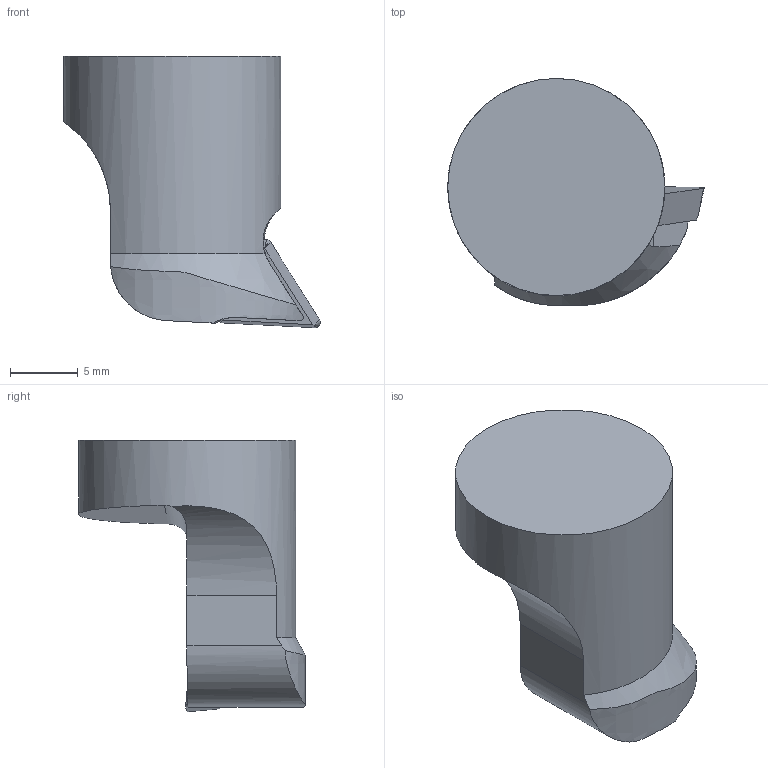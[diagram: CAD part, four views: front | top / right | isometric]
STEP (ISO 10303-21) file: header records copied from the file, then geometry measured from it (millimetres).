
FILE_DESCRIPTION(/* description */ (''),/* implementation_level */ '2;1');
FILE_NAME(/* name */ '1642128345370.stp',/* time_stamp */ '2022-01-14T08:16:06+06:00',/* author */ (''),/* organization */ ('SMS'),/* preprocessor_version */ 'ST-DEVELOPER v16.7',/* originating_system */ 'SIEMENS PLM Software NX 12.0',/* authorisation */ '');
FILE_SCHEMA (('AUTOMOTIVE_DESIGN { 1 0 10303 214 3 1 1 1 }'));
Length unit declared in the file: millimetre
Products named in the file (4): IsoTurningInsert; ASSEMBLY_CONSTRUCTION; 203892722mod000_00; 203892719mod000_00
Assembly tree (3 placements, depth 2):
  203892719mod000_00
    203892722mod000_00
    ASSEMBLY_CONSTRUCTION
    IsoTurningInsert
Bounding box: 18.9 x 16.7 x 20 mm (x, y, z)
Volume: 2345.2 mm3; surface area: 1384.8 mm2
Topology: 2 solids, 3 shells, 45 faces, 122 edges, 84 vertices
Faces by surface type: plane 20, cone 10, cylinder 9, torus 4, extrusion 1, sphere 1
Full cylindrical faces by diameter (mm): 2.5 x1, 2.8 x2, 16 x1
Entity records: 1676 total; most frequent: CARTESIAN_POINT 500, DIRECTION 220, ORIENTED_EDGE 192, EDGE_CURVE 96, AXIS2_PLACEMENT_3D 86, VERTEX_POINT 69, EDGE_LOOP 61, VECTOR 48
